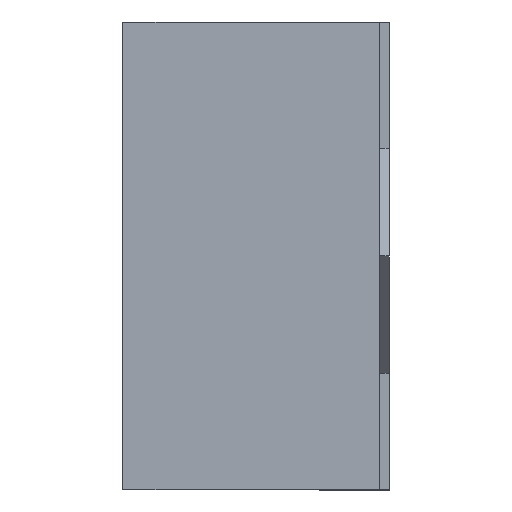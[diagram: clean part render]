
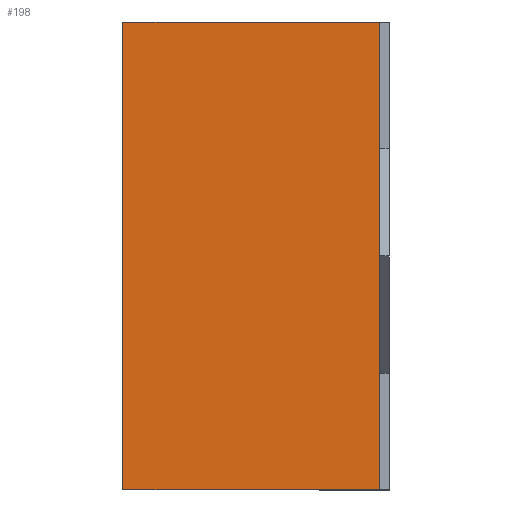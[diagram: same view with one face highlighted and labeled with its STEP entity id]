
A CAD part, left-side view. The second image highlights one B-rep face of the part: STEP entity #198.
In plain terms, the highlighted planar face has unit normal (-1, 0, 0).
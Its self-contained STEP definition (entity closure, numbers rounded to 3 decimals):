
#34 = DIRECTION ( 'NONE',  ( 0., 0., 1. ) ) ;
#89 = VERTEX_POINT ( 'NONE', #1317 ) ;
#132 = VECTOR ( 'NONE', #1333, 1000. ) ;
#139 = DIRECTION ( 'NONE',  ( 0., -1., 0. ) ) ;
#166 = VERTEX_POINT ( 'NONE', #1338 ) ;
#198 = ADVANCED_FACE ( 'NONE', ( #299 ), #1026, .F. ) ;
#207 = VECTOR ( 'NONE', #139, 1000. ) ;
#211 = DIRECTION ( 'NONE',  ( 1., 0., 0. ) ) ;
#270 = LINE ( 'NONE', #585, #753 ) ;
#299 = FACE_OUTER_BOUND ( 'NONE', #1114, .T. ) ;
#350 = CARTESIAN_POINT ( 'NONE',  ( -0.5, 0.55, 0.5 ) ) ;
#368 = VECTOR ( 'NONE', #34, 1000. ) ;
#408 = ORIENTED_EDGE ( 'NONE', *, *, #963, .T. ) ;
#483 = VERTEX_POINT ( 'NONE', #1178 ) ;
#538 = ORIENTED_EDGE ( 'NONE', *, *, #1079, .F. ) ;
#541 = EDGE_CURVE ( 'NONE', #649, #483, #889, .T. ) ;
#553 = LINE ( 'NONE', #350, #368 ) ;
#558 = CARTESIAN_POINT ( 'NONE',  ( -0.5, 0., 0.5 ) ) ;
#585 = CARTESIAN_POINT ( 'NONE',  ( -0.5, 0.55, 0.5 ) ) ;
#606 = EDGE_CURVE ( 'NONE', #89, #166, #553, .T. ) ;
#649 = VERTEX_POINT ( 'NONE', #1319 ) ;
#679 = LINE ( 'NONE', #1207, #207 ) ;
#688 = ORIENTED_EDGE ( 'NONE', *, *, #541, .T. ) ;
#753 = VECTOR ( 'NONE', #1045, 1000. ) ;
#889 = LINE ( 'NONE', #558, #132 ) ;
#947 = CARTESIAN_POINT ( 'NONE',  ( -0.5, 0.55, 0.5 ) ) ;
#963 = EDGE_CURVE ( 'NONE', #89, #649, #679, .T. ) ;
#972 = AXIS2_PLACEMENT_3D ( 'NONE', #947, #211, #1052 ) ;
#1026 = PLANE ( 'NONE',  #972 ) ;
#1045 = DIRECTION ( 'NONE',  ( 0., -1., 0. ) ) ;
#1052 = DIRECTION ( 'NONE',  ( 0., 0., -1. ) ) ;
#1079 = EDGE_CURVE ( 'NONE', #166, #483, #270, .T. ) ;
#1114 = EDGE_LOOP ( 'NONE', ( #688, #538, #1306, #408 ) ) ;
#1178 = CARTESIAN_POINT ( 'NONE',  ( -0.5, 0., 0.5 ) ) ;
#1207 = CARTESIAN_POINT ( 'NONE',  ( -0.5, 0.55, -0.5 ) ) ;
#1306 = ORIENTED_EDGE ( 'NONE', *, *, #606, .F. ) ;
#1317 = CARTESIAN_POINT ( 'NONE',  ( -0.5, 0.55, -0.5 ) ) ;
#1319 = CARTESIAN_POINT ( 'NONE',  ( -0.5, 0., -0.5 ) ) ;
#1333 = DIRECTION ( 'NONE',  ( 0., 0., 1. ) ) ;
#1338 = CARTESIAN_POINT ( 'NONE',  ( -0.5, 0.55, 0.5 ) ) ;
